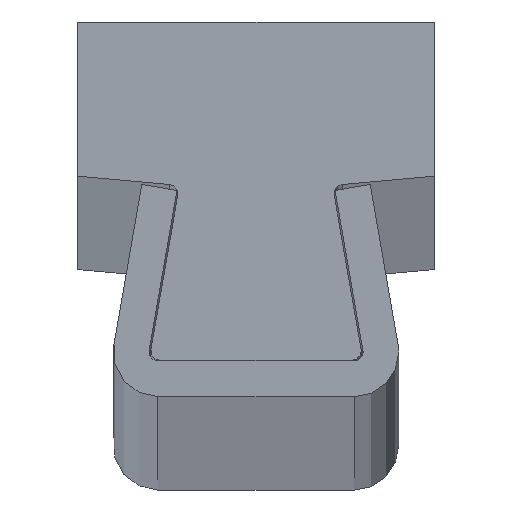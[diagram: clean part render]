
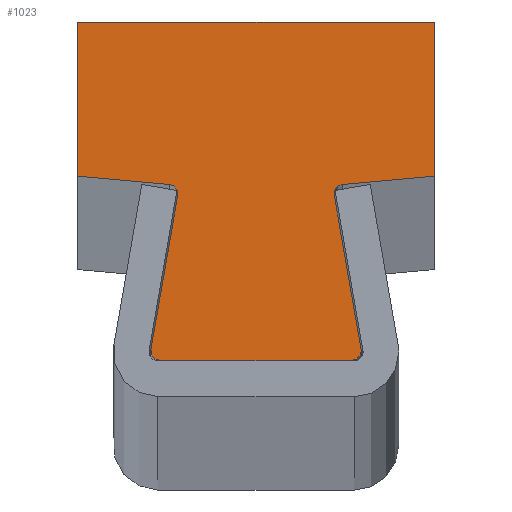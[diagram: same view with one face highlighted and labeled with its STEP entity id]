
A CAD part, top view. The second image highlights one B-rep face of the part: STEP entity #1023.
In plain terms, the highlighted planar face has unit normal (0, 0, 1).
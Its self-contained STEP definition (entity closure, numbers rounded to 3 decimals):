
#37 = VECTOR ( 'NONE', #955, 1000. ) ;
#43 = CARTESIAN_POINT ( 'NONE',  ( -4.374, 5.805, 0. ) ) ;
#60 = DIRECTION ( 'NONE',  ( -0.171, -0.985, 0. ) ) ;
#62 = AXIS2_PLACEMENT_3D ( 'NONE', #207, #1015, #1474 ) ;
#102 = ORIENTED_EDGE ( 'NONE', *, *, #215, .T. ) ;
#105 = CARTESIAN_POINT ( 'NONE',  ( -10., 6.772, 0. ) ) ;
#114 = VECTOR ( 'NONE', #475, 1000. ) ;
#118 = ORIENTED_EDGE ( 'NONE', *, *, #330, .T. ) ;
#134 = VERTEX_POINT ( 'NONE', #999 ) ;
#164 = EDGE_CURVE ( 'NONE', #134, #549, #1350, .T. ) ;
#165 = CARTESIAN_POINT ( 'NONE',  ( 4.874, 5.805, 0. ) ) ;
#207 = CARTESIAN_POINT ( 'NONE',  ( -4.874, 5.805, 0. ) ) ;
#215 = EDGE_CURVE ( 'NONE', #243, #263, #318, .T. ) ;
#216 = EDGE_CURVE ( 'NONE', #705, #1078, #1272, .T. ) ;
#237 = AXIS2_PLACEMENT_3D ( 'NONE', #959, #1171, #1523 ) ;
#243 = VERTEX_POINT ( 'NONE', #1492 ) ;
#257 = CARTESIAN_POINT ( 'NONE',  ( -5.4, -3.55, 0. ) ) ;
#263 = VERTEX_POINT ( 'NONE', #105 ) ;
#284 = FACE_OUTER_BOUND ( 'NONE', #1049, .T. ) ;
#290 = CARTESIAN_POINT ( 'NONE',  ( -10., 6.772, 0. ) ) ;
#293 = CARTESIAN_POINT ( 'NONE',  ( 4.382, 5.719, 0. ) ) ;
#309 = DIRECTION ( 'NONE',  ( 1., 0., 0. ) ) ;
#318 = LINE ( 'NONE', #1256, #421 ) ;
#319 = EDGE_CURVE ( 'NONE', #967, #134, #1295, .T. ) ;
#325 = AXIS2_PLACEMENT_3D ( 'NONE', #1025, #780, #426 ) ;
#330 = EDGE_CURVE ( 'NONE', #1176, #967, #1178, .T. ) ;
#333 = EDGE_CURVE ( 'NONE', #1130, #243, #581, .T. ) ;
#342 = EDGE_CURVE ( 'NONE', #892, #619, #683, .T. ) ;
#344 = CARTESIAN_POINT ( 'NONE',  ( 10., 6.772, 0. ) ) ;
#346 = ORIENTED_EDGE ( 'NONE', *, *, #1040, .T. ) ;
#410 = EDGE_CURVE ( 'NONE', #263, #1145, #988, .T. ) ;
#421 = VECTOR ( 'NONE', #1005, 1000. ) ;
#426 = DIRECTION ( 'NONE',  ( 1., 0., 0. ) ) ;
#444 = DIRECTION ( 'NONE',  ( 0., 1., 0. ) ) ;
#447 = VECTOR ( 'NONE', #1117, 1000. ) ;
#461 = CARTESIAN_POINT ( 'NONE',  ( -10., 15.412, 0. ) ) ;
#475 = DIRECTION ( 'NONE',  ( -1., 0., 0. ) ) ;
#485 = ORIENTED_EDGE ( 'NONE', *, *, #1316, .T. ) ;
#486 = CARTESIAN_POINT ( 'NONE',  ( 4.829, 6.303, 0. ) ) ;
#518 = CARTESIAN_POINT ( 'NONE',  ( 10., 15.412, 0. ) ) ;
#543 = CARTESIAN_POINT ( 'NONE',  ( 10., 15.412, 0. ) ) ;
#549 = VERTEX_POINT ( 'NONE', #1050 ) ;
#581 = LINE ( 'NONE', #461, #114 ) ;
#583 = VERTEX_POINT ( 'NONE', #922 ) ;
#619 = VERTEX_POINT ( 'NONE', #846 ) ;
#622 = CIRCLE ( 'NONE', #1481, 0.5 ) ;
#631 = DIRECTION ( 'NONE',  ( 0., 0., -1. ) ) ;
#637 = DIRECTION ( 'NONE',  ( 1., 0., 0. ) ) ;
#640 = CARTESIAN_POINT ( 'NONE',  ( -5.4, -3.05, 0. ) ) ;
#654 = CARTESIAN_POINT ( 'NONE',  ( 5.4, -3.55, 0. ) ) ;
#666 = CARTESIAN_POINT ( 'NONE',  ( -4.382, 5.719, 0. ) ) ;
#675 = CIRCLE ( 'NONE', #1527, 0.5 ) ;
#681 = LINE ( 'NONE', #666, #773 ) ;
#683 = LINE ( 'NONE', #344, #37 ) ;
#687 = VECTOR ( 'NONE', #1362, 1000. ) ;
#703 = DIRECTION ( 'NONE',  ( 0., 0., 1. ) ) ;
#705 = VERTEX_POINT ( 'NONE', #43 ) ;
#773 = VECTOR ( 'NONE', #60, 1000. ) ;
#780 = DIRECTION ( 'NONE',  ( 0., 0., 1. ) ) ;
#804 = ORIENTED_EDGE ( 'NONE', *, *, #1222, .T. ) ;
#829 = CARTESIAN_POINT ( 'NONE',  ( 5.4, -3.05, 0. ) ) ;
#846 = CARTESIAN_POINT ( 'NONE',  ( 10., 6.772, 0. ) ) ;
#855 = ORIENTED_EDGE ( 'NONE', *, *, #1149, .T. ) ;
#857 = EDGE_CURVE ( 'NONE', #1145, #705, #622, .T. ) ;
#872 = ORIENTED_EDGE ( 'NONE', *, *, #216, .T. ) ;
#875 = CIRCLE ( 'NONE', #325, 0.5 ) ;
#892 = VERTEX_POINT ( 'NONE', #486 ) ;
#896 = CARTESIAN_POINT ( 'NONE',  ( -4.829, 6.303, 0. ) ) ;
#912 = LINE ( 'NONE', #543, #1019 ) ;
#920 = AXIS2_PLACEMENT_3D ( 'NONE', #829, #703, #1150 ) ;
#922 = CARTESIAN_POINT ( 'NONE',  ( -5.893, -2.964, 0. ) ) ;
#942 = ORIENTED_EDGE ( 'NONE', *, *, #164, .T. ) ;
#955 = DIRECTION ( 'NONE',  ( 0.996, 0.09, 0. ) ) ;
#959 = CARTESIAN_POINT ( 'NONE',  ( 5.4, -3.05, 0. ) ) ;
#967 = VERTEX_POINT ( 'NONE', #1320 ) ;
#988 = LINE ( 'NONE', #290, #447 ) ;
#999 = CARTESIAN_POINT ( 'NONE',  ( 5.893, -2.964, 0. ) ) ;
#1005 = DIRECTION ( 'NONE',  ( 0., -1., 0. ) ) ;
#1015 = DIRECTION ( 'NONE',  ( 0., 0., -1. ) ) ;
#1019 = VECTOR ( 'NONE', #444, 1000. ) ;
#1023 = ADVANCED_FACE ( 'NONE', ( #284 ), #1453, .T. ) ;
#1025 = CARTESIAN_POINT ( 'NONE',  ( -5.4, -3.05, 0. ) ) ;
#1033 = ORIENTED_EDGE ( 'NONE', *, *, #1343, .T. ) ;
#1040 = EDGE_CURVE ( 'NONE', #583, #1216, #875, .T. ) ;
#1041 = AXIS2_PLACEMENT_3D ( 'NONE', #640, #1098, #1311 ) ;
#1049 = EDGE_LOOP ( 'NONE', ( #346, #855, #118, #1302, #942, #804, #1229, #1033, #1328, #102, #1154, #1137, #872, #485 ) ) ;
#1050 = CARTESIAN_POINT ( 'NONE',  ( 4.382, 5.719, 0. ) ) ;
#1078 = VERTEX_POINT ( 'NONE', #1257 ) ;
#1098 = DIRECTION ( 'NONE',  ( 0., 0., 1. ) ) ;
#1117 = DIRECTION ( 'NONE',  ( 0.996, -0.09, 0. ) ) ;
#1127 = LINE ( 'NONE', #654, #1210 ) ;
#1130 = VERTEX_POINT ( 'NONE', #518 ) ;
#1131 = DIRECTION ( 'NONE',  ( -1., 0., 0. ) ) ;
#1137 = ORIENTED_EDGE ( 'NONE', *, *, #857, .T. ) ;
#1145 = VERTEX_POINT ( 'NONE', #896 ) ;
#1149 = EDGE_CURVE ( 'NONE', #1216, #1176, #1127, .T. ) ;
#1150 = DIRECTION ( 'NONE',  ( -1., 0., 0. ) ) ;
#1154 = ORIENTED_EDGE ( 'NONE', *, *, #410, .T. ) ;
#1171 = DIRECTION ( 'NONE',  ( 0., 0., 1. ) ) ;
#1176 = VERTEX_POINT ( 'NONE', #1246 ) ;
#1178 = CIRCLE ( 'NONE', #237, 0.5 ) ;
#1210 = VECTOR ( 'NONE', #309, 1000. ) ;
#1216 = VERTEX_POINT ( 'NONE', #257 ) ;
#1222 = EDGE_CURVE ( 'NONE', #549, #892, #675, .T. ) ;
#1229 = ORIENTED_EDGE ( 'NONE', *, *, #342, .T. ) ;
#1243 = CARTESIAN_POINT ( 'NONE',  ( -4.874, 5.805, 0. ) ) ;
#1246 = CARTESIAN_POINT ( 'NONE',  ( 5.4, -3.55, 0. ) ) ;
#1256 = CARTESIAN_POINT ( 'NONE',  ( -10., 15.412, 0. ) ) ;
#1257 = CARTESIAN_POINT ( 'NONE',  ( -4.382, 5.719, 0. ) ) ;
#1272 = CIRCLE ( 'NONE', #62, 0.5 ) ;
#1295 = CIRCLE ( 'NONE', #920, 0.5 ) ;
#1302 = ORIENTED_EDGE ( 'NONE', *, *, #319, .T. ) ;
#1311 = DIRECTION ( 'NONE',  ( 1., 0., 0. ) ) ;
#1316 = EDGE_CURVE ( 'NONE', #1078, #583, #681, .T. ) ;
#1320 = CARTESIAN_POINT ( 'NONE',  ( 5.9, -3.05, 0. ) ) ;
#1328 = ORIENTED_EDGE ( 'NONE', *, *, #333, .T. ) ;
#1343 = EDGE_CURVE ( 'NONE', #619, #1130, #912, .T. ) ;
#1350 = LINE ( 'NONE', #293, #687 ) ;
#1362 = DIRECTION ( 'NONE',  ( -0.171, 0.985, 0. ) ) ;
#1453 = PLANE ( 'NONE',  #1041 ) ;
#1474 = DIRECTION ( 'NONE',  ( -1., 0., 0. ) ) ;
#1478 = DIRECTION ( 'NONE',  ( 0., 0., -1. ) ) ;
#1481 = AXIS2_PLACEMENT_3D ( 'NONE', #1243, #1478, #1131 ) ;
#1492 = CARTESIAN_POINT ( 'NONE',  ( -10., 15.412, 0. ) ) ;
#1523 = DIRECTION ( 'NONE',  ( -1., 0., 0. ) ) ;
#1527 = AXIS2_PLACEMENT_3D ( 'NONE', #165, #631, #637 ) ;
